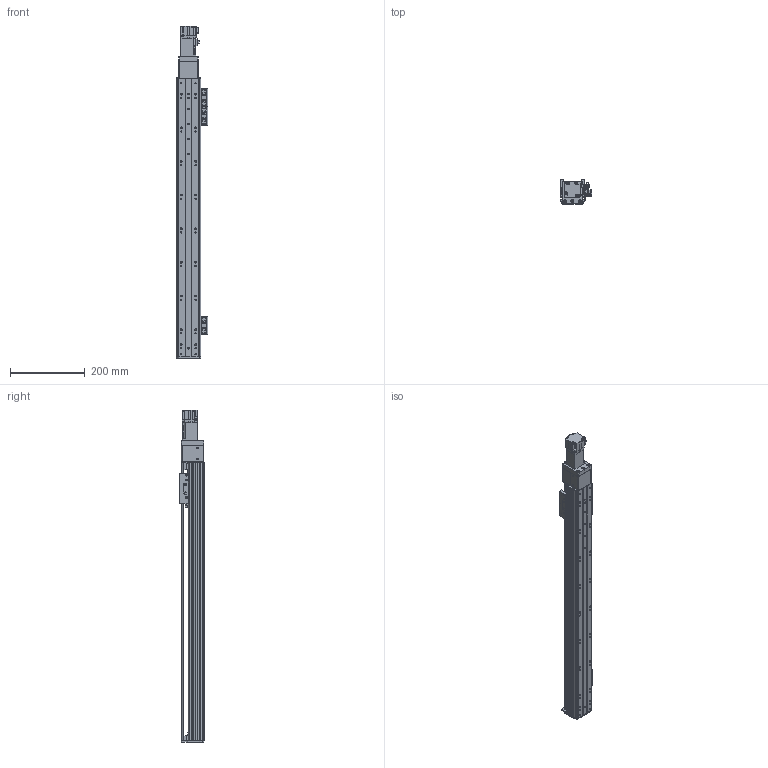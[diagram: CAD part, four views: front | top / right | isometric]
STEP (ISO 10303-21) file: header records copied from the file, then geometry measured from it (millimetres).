
FILE_DESCRIPTION(/* description */ ('MANUFACTURE'),/* implementation_level */ '2;1');
FILE_NAME(/* name */ 'HG65-S10-N-0600-R10.stp',/* time_stamp */ '2024-03-05T13:37:06+09:00',/* author */ ('User'),/* organization */ (''),/* preprocessor_version */ 'ST-DEVELOPER v18.1',/* originating_system */ 'Autodesk Inventor 2022',/* authorisation */ 'LIP');
FILE_SCHEMA (('AUTOMOTIVE_DESIGN { 1 0 10303 214 3 1 1 }'));
Length unit declared in the file: millimetre
Products named in the file (19): HG65-S10-N-0500-R10 - 간소화; HR65 S BASE; HR65,75 SENSOR DOG; HR65 REAR COVER; HR65 FRONT BLOCK; HR65 FRONT BLOCK_1; hsr_ftht_A-M6F_grease_nipple_joint; HR65 UPCOVER (S); NIPPLE CAP(신규); HC1STOPPER; HR65 REAR COVER_1; COUPLING COVER; hg-kr13_; ESF1210 NUT; HR65 TABLE(Wide&Normal); HG65 MOTOR BRK-BA; HG65 MOTOR BRK-MO; SENSOR BRK(EE-SX674A); EE_SX674A
Assembly tree (29 placements, depth 2):
  HG65-S10-N-0500-R10 - 간소화
    HR65 S BASE
    HR65,75 SENSOR DOG
    SENSOR BRK(EE-SX674A)  x3
    EE_SX674A  x3
    HR65 REAR COVER
    HR65 FRONT BLOCK
    HR65 FRONT BLOCK_1
    HC1STOPPER  x4
    hsr_ftht_A-M6F_grease_nipple_joint  x3
    HR65 UPCOVER (S)
    NIPPLE CAP(신규)  x3
    HR65 REAR COVER_1
    COUPLING COVER
    hg-kr13_
    ESF1210 NUT
    HR65 TABLE(Wide&Normal)
    HG65 MOTOR BRK-BA
    HG65 MOTOR BRK-MO
Bounding box: 84 x 65 x 888.4 mm (x, y, z)
Volume: 1095978.1 mm3; surface area: 523999.5 mm2
Topology: 29 solids, 29 shells, 1579 faces, 4212 edges, 2749 vertices
Faces by surface type: plane 744, cylinder 606, cone 166, sphere 24, bspline 21, torus 18
Full cylindrical faces by diameter (mm): 2.459 x50, 3 x14, 3.242 x54, 3.4 x12, 3.5 x14, 4 x22, 4.134 x1, 4.5 x49, 4.917 x5, 5 x12, 5.6 x5, 5.9 x2, 6 x19, 6.5 x10, 8 x22, 9 x4, 10 x1, 12 x1, 16 x1, 17 x1, 22 x2, 24 x1, 24.5 x1, 28 x2, 29.4 x1, 30 x2, 32 x1
Entity records: 41283 total; most frequent: CARTESIAN_POINT 8666, DIRECTION 6668, ORIENTED_EDGE 6362, EDGE_CURVE 3181, AXIS2_PLACEMENT_3D 2410, VERTEX_POINT 2108, LINE 1848, VECTOR 1848
